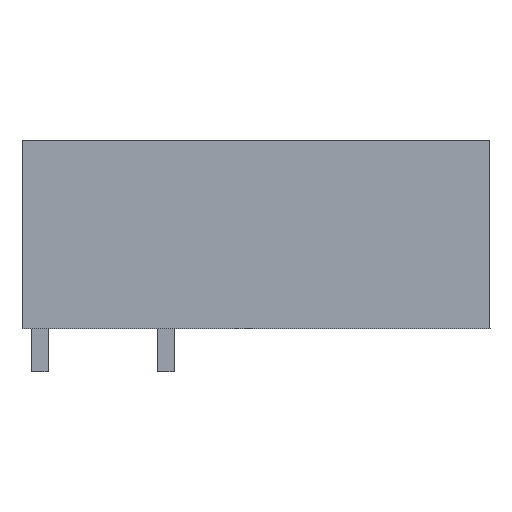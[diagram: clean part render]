
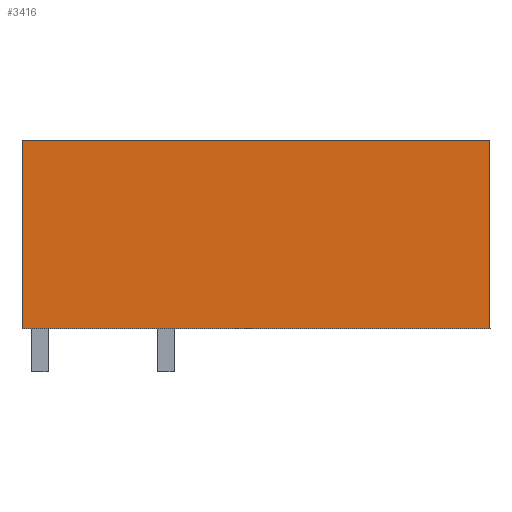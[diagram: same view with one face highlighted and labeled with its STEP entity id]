
A CAD part, left-side view. The second image highlights one B-rep face of the part: STEP entity #3416.
In plain terms, the highlighted planar face has unit normal (-1, 0, 0).
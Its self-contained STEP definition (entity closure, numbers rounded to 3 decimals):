
#3403=AXIS2_PLACEMENT_3D('Plane Axis2P3D',#3400,#3401,#3402) ;
#1238=CARTESIAN_POINT('Vertex',(0.,28.3,2.6)) ;
#1241=CARTESIAN_POINT('Line Origine',(0.,28.3,8.3)) ;
#1245=CARTESIAN_POINT('Vertex',(0.,28.3,14.)) ;
#1385=CARTESIAN_POINT('Line Origine',(0.,14.15,14.)) ;
#1389=CARTESIAN_POINT('Vertex',(0.,0.,14.)) ;
#2863=CARTESIAN_POINT('Vertex',(0.,0.,2.6)) ;
#2984=CARTESIAN_POINT('Line Origine',(0.,0.,8.3)) ;
#3400=CARTESIAN_POINT('Axis2P3D Location',(0.,28.3,-0.9)) ;
#3405=CARTESIAN_POINT('Line Origine',(0.,14.15,2.6)) ;
#1242=DIRECTION('Vector Direction',(0.,0.,1.)) ;
#1386=DIRECTION('Vector Direction',(0.,1.,0.)) ;
#2985=DIRECTION('Vector Direction',(0.,0.,-1.)) ;
#3401=DIRECTION('Axis2P3D Direction',(-1.,0.,0.)) ;
#3402=DIRECTION('Axis2P3D XDirection',(0.,-1.,0.)) ;
#3406=DIRECTION('Vector Direction',(0.,1.,0.)) ;
#1243=VECTOR('Line Direction',#1242,1.) ;
#1387=VECTOR('Line Direction',#1386,1.) ;
#2986=VECTOR('Line Direction',#2985,1.) ;
#3407=VECTOR('Line Direction',#3406,1.) ;
#3411=ORIENTED_EDGE('',*,*,#3409,.F.) ;
#3412=ORIENTED_EDGE('',*,*,#2988,.F.) ;
#3413=ORIENTED_EDGE('',*,*,#1391,.T.) ;
#3414=ORIENTED_EDGE('',*,*,#1247,.T.) ;
#3416=ADVANCED_FACE('housing',(#3415),#3404,.T.) ;
#1247=EDGE_CURVE('',#1246,#1239,#1244,.F.) ;
#1391=EDGE_CURVE('',#1390,#1246,#1388,.T.) ;
#2988=EDGE_CURVE('',#1390,#2864,#2987,.T.) ;
#3409=EDGE_CURVE('',#2864,#1239,#3408,.T.) ;
#3410=EDGE_LOOP('',(#3411,#3412,#3413,#3414)) ;
#3415=FACE_OUTER_BOUND('',#3410,.T.) ;
#1244=LINE('Line',#1241,#1243) ;
#1388=LINE('Line',#1385,#1387) ;
#2987=LINE('Line',#2984,#2986) ;
#3408=LINE('Line',#3405,#3407) ;
#3404=PLANE('',#3403) ;
#1239=VERTEX_POINT('',#1238) ;
#1246=VERTEX_POINT('',#1245) ;
#1390=VERTEX_POINT('',#1389) ;
#2864=VERTEX_POINT('',#2863) ;
